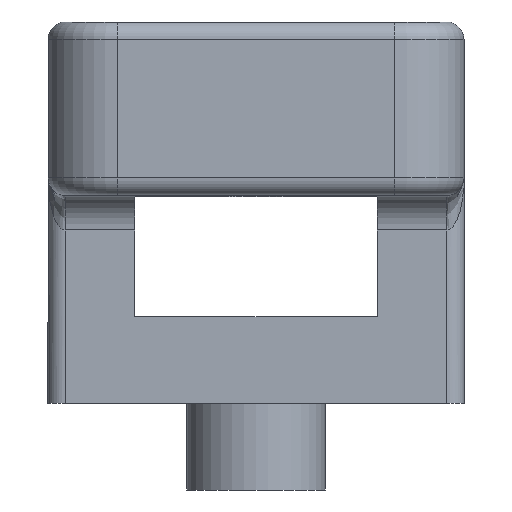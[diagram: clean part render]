
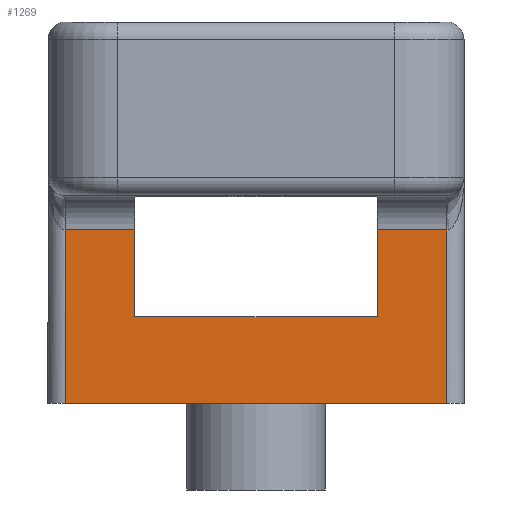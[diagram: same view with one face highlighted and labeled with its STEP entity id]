
A CAD part, left-side view. The second image highlights one B-rep face of the part: STEP entity #1269.
In plain terms, the highlighted planar face has unit normal (-1, 0, 0).
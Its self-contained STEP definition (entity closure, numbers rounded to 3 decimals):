
#43=PLANE('',#1411);
#56=LINE('',#1874,#169);
#73=LINE('',#1920,#186);
#75=LINE('',#1929,#188);
#77=LINE('',#1968,#190);
#125=LINE('',#2327,#238);
#142=LINE('',#2364,#255);
#143=LINE('',#2366,#256);
#144=LINE('',#2367,#257);
#169=VECTOR('',#1454,10.);
#186=VECTOR('',#1489,10.);
#188=VECTOR('',#1499,10.);
#190=VECTOR('',#1509,10.);
#238=VECTOR('',#1715,10.);
#255=VECTOR('',#1746,10.);
#256=VECTOR('',#1747,10.);
#257=VECTOR('',#1748,10.);
#361=FACE_OUTER_BOUND('',#433,.T.);
#433=EDGE_LOOP('',(#1077,#1078,#1079,#1080,#1081,#1082,#1083,#1084));
#529=VERTEX_POINT('',#1865);
#532=VERTEX_POINT('',#1872);
#552=VERTEX_POINT('',#1919);
#554=VERTEX_POINT('',#1925);
#555=VERTEX_POINT('',#1927);
#558=VERTEX_POINT('',#1966);
#627=VERTEX_POINT('',#2363);
#628=VERTEX_POINT('',#2365);
#650=EDGE_CURVE('',#532,#529,#56,.T.);
#673=EDGE_CURVE('',#529,#552,#73,.T.);
#678=EDGE_CURVE('',#555,#554,#75,.T.);
#683=EDGE_CURVE('',#558,#555,#77,.T.);
#780=EDGE_CURVE('',#552,#558,#125,.T.);
#798=EDGE_CURVE('',#532,#627,#142,.T.);
#799=EDGE_CURVE('',#627,#628,#143,.T.);
#800=EDGE_CURVE('',#628,#554,#144,.T.);
#1077=ORIENTED_EDGE('',*,*,#650,.F.);
#1078=ORIENTED_EDGE('',*,*,#798,.T.);
#1079=ORIENTED_EDGE('',*,*,#799,.T.);
#1080=ORIENTED_EDGE('',*,*,#800,.T.);
#1081=ORIENTED_EDGE('',*,*,#678,.F.);
#1082=ORIENTED_EDGE('',*,*,#683,.F.);
#1083=ORIENTED_EDGE('',*,*,#780,.F.);
#1084=ORIENTED_EDGE('',*,*,#673,.F.);
#1269=ADVANCED_FACE('',(#361),#43,.F.);
#1411=AXIS2_PLACEMENT_3D('',#2362,#1744,#1745);
#1454=DIRECTION('',(0.,-1.,0.));
#1489=DIRECTION('',(0.,0.,-1.));
#1499=DIRECTION('',(0.,-1.,0.));
#1509=DIRECTION('',(0.,0.,1.));
#1715=DIRECTION('',(0.,1.,0.));
#1744=DIRECTION('center_axis',(1.,0.,0.));
#1745=DIRECTION('ref_axis',(0.,1.,0.));
#1746=DIRECTION('',(0.,0.,-1.));
#1747=DIRECTION('',(0.,1.,0.));
#1748=DIRECTION('',(0.,0.,1.));
#1865=CARTESIAN_POINT('',(10.,1.,-7.));
#1872=CARTESIAN_POINT('',(10.,5.,-7.));
#1874=CARTESIAN_POINT('',(10.,7.25,-7.));
#1919=CARTESIAN_POINT('',(10.,1.,-17.));
#1920=CARTESIAN_POINT('',(10.,1.,-2.5));
#1925=CARTESIAN_POINT('',(10.,19.,-7.));
#1927=CARTESIAN_POINT('',(10.,23.,-7.));
#1929=CARTESIAN_POINT('',(10.,7.25,-7.));
#1966=CARTESIAN_POINT('',(10.,23.,-17.));
#1968=CARTESIAN_POINT('',(10.,23.,-2.5));
#2327=CARTESIAN_POINT('',(10.,12.,-17.));
#2362=CARTESIAN_POINT('Origin',(10.,2.5,-7.5));
#2363=CARTESIAN_POINT('',(10.,5.,-12.));
#2364=CARTESIAN_POINT('',(10.,5.,-9.5));
#2365=CARTESIAN_POINT('',(10.,19.,-12.));
#2366=CARTESIAN_POINT('',(10.,7.25,-12.));
#2367=CARTESIAN_POINT('',(10.,19.,-9.5));
